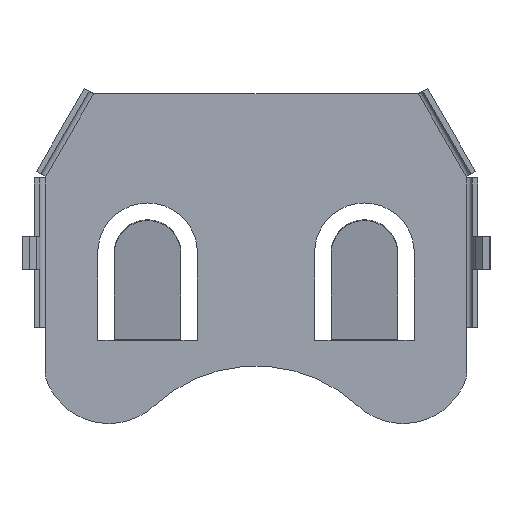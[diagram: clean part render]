
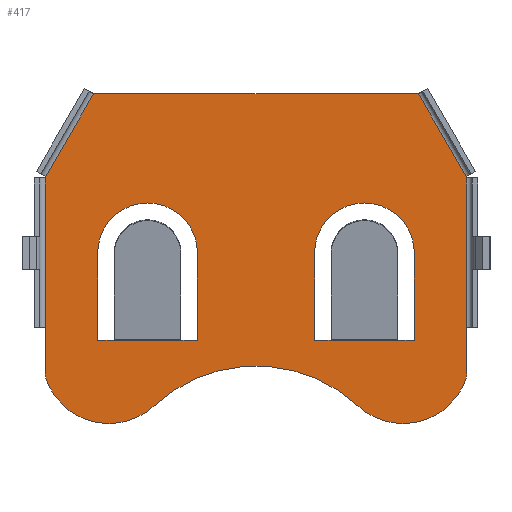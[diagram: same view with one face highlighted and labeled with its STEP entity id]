
A CAD part, front view. The second image highlights one B-rep face of the part: STEP entity #417.
In plain terms, the highlighted planar face has unit normal (0, -1, 0).
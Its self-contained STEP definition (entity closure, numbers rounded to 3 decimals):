
#33 = VERTEX_POINT('',#34);
#34 = CARTESIAN_POINT('',(-7.004,0.,-19.36));
#40 = EDGE_CURVE('',#33,#41,#43,.T.);
#41 = VERTEX_POINT('',#42);
#42 = CARTESIAN_POINT('',(-10.012,0.,-17.199));
#43 = CIRCLE('',#44,3.175);
#44 = AXIS2_PLACEMENT_3D('',#45,#46,#47);
#45 = CARTESIAN_POINT('',(-7.004,0.,-16.185));
#46 = DIRECTION('',(0.,1.,0.));
#47 = DIRECTION('',(0.,0.,-1.));
#399 = VERTEX_POINT('',#400);
#400 = CARTESIAN_POINT('',(-4.847,0.,-18.516));
#406 = EDGE_CURVE('',#399,#33,#407,.T.);
#407 = CIRCLE('',#408,3.175);
#408 = AXIS2_PLACEMENT_3D('',#409,#410,#411);
#409 = CARTESIAN_POINT('',(-7.004,0.,-16.185));
#410 = DIRECTION('',(0.,1.,0.));
#411 = DIRECTION('',(0.,0.,-1.));
#417 = ADVANCED_FACE('',(#418,#469,#588),#639,.F.);
#418 = FACE_BOUND('',#419,.T.);
#419 = EDGE_LOOP('',(#420,#430,#439,#447,#455,#463));
#420 = ORIENTED_EDGE('',*,*,#421,.T.);
#421 = EDGE_CURVE('',#422,#424,#426,.T.);
#422 = VERTEX_POINT('',#423);
#423 = CARTESIAN_POINT('',(-7.537,0.,-15.398));
#424 = VERTEX_POINT('',#425);
#425 = CARTESIAN_POINT('',(-7.537,0.,-11.232));
#426 = LINE('',#427,#428);
#427 = CARTESIAN_POINT('',(-7.537,0.,-15.398));
#428 = VECTOR('',#429,1.);
#429 = DIRECTION('',(0.,0.,1.));
#430 = ORIENTED_EDGE('',*,*,#431,.T.);
#431 = EDGE_CURVE('',#424,#432,#434,.T.);
#432 = VERTEX_POINT('',#433);
#433 = CARTESIAN_POINT('',(-2.787,0.,-11.232));
#434 = CIRCLE('',#435,2.375);
#435 = AXIS2_PLACEMENT_3D('',#436,#437,#438);
#436 = CARTESIAN_POINT('',(-5.162,0.,-11.232));
#437 = DIRECTION('',(0.,1.,0.));
#438 = DIRECTION('',(0.,0.,1.));
#439 = ORIENTED_EDGE('',*,*,#440,.T.);
#440 = EDGE_CURVE('',#432,#441,#443,.T.);
#441 = VERTEX_POINT('',#442);
#442 = CARTESIAN_POINT('',(-2.787,0.,-15.398));
#443 = LINE('',#444,#445);
#444 = CARTESIAN_POINT('',(-2.787,0.,-15.398));
#445 = VECTOR('',#446,1.);
#446 = DIRECTION('',(0.,-0.,-1.));
#447 = ORIENTED_EDGE('',*,*,#448,.T.);
#448 = EDGE_CURVE('',#441,#449,#451,.T.);
#449 = VERTEX_POINT('',#450);
#450 = CARTESIAN_POINT('',(-3.575,0.,
    -15.398));
#451 = LINE('',#452,#453);
#452 = CARTESIAN_POINT('',(-7.537,0.,-15.398));
#453 = VECTOR('',#454,1.);
#454 = DIRECTION('',(-1.,0.,0.));
#455 = ORIENTED_EDGE('',*,*,#456,.F.);
#456 = EDGE_CURVE('',#457,#449,#459,.T.);
#457 = VERTEX_POINT('',#458);
#458 = CARTESIAN_POINT('',(-6.75,0.,
    -15.398));
#459 = LINE('',#460,#461);
#460 = CARTESIAN_POINT('',(-6.75,0.,
    -15.398));
#461 = VECTOR('',#462,1.);
#462 = DIRECTION('',(1.,0.,0.));
#463 = ORIENTED_EDGE('',*,*,#464,.T.);
#464 = EDGE_CURVE('',#457,#422,#465,.T.);
#465 = LINE('',#466,#467);
#466 = CARTESIAN_POINT('',(-7.537,0.,-15.398));
#467 = VECTOR('',#468,1.);
#468 = DIRECTION('',(-1.,0.,0.));
#469 = FACE_BOUND('',#470,.T.);
#470 = EDGE_LOOP('',(#471,#481,#488,#489,#490,#499,#508,#517,#526,#534,
    #542,#550,#558,#566,#574,#582));
#471 = ORIENTED_EDGE('',*,*,#472,.F.);
#472 = EDGE_CURVE('',#473,#475,#477,.T.);
#473 = VERTEX_POINT('',#474);
#474 = CARTESIAN_POINT('',(-10.046,0.,-16.997));
#475 = VERTEX_POINT('',#476);
#476 = CARTESIAN_POINT('',(-10.046,0.,-14.779)
  );
#477 = LINE('',#478,#479);
#478 = CARTESIAN_POINT('',(-10.046,0.,-7.667));
#479 = VECTOR('',#480,1.);
#480 = DIRECTION('',(0.,0.,1.));
#481 = ORIENTED_EDGE('',*,*,#482,.T.);
#482 = EDGE_CURVE('',#473,#41,#483,.T.);
#483 = CIRCLE('',#484,0.635);
#484 = AXIS2_PLACEMENT_3D('',#485,#486,#487);
#485 = CARTESIAN_POINT('',(-9.411,0.,-16.997));
#486 = DIRECTION('',(0.,-1.,0.));
#487 = DIRECTION('',(0.,0.,1.));
#488 = ORIENTED_EDGE('',*,*,#40,.F.);
#489 = ORIENTED_EDGE('',*,*,#406,.F.);
#490 = ORIENTED_EDGE('',*,*,#491,.F.);
#491 = EDGE_CURVE('',#492,#399,#494,.T.);
#492 = VERTEX_POINT('',#493);
#493 = CARTESIAN_POINT('',(4.847,0.,-18.516));
#494 = CIRCLE('',#495,7.137);
#495 = AXIS2_PLACEMENT_3D('',#496,#497,#498);
#496 = CARTESIAN_POINT('',(0.,0.,-23.754));
#497 = DIRECTION('',(0.,-1.,0.));
#498 = DIRECTION('',(0.,0.,1.));
#499 = ORIENTED_EDGE('',*,*,#500,.F.);
#500 = EDGE_CURVE('',#501,#492,#503,.T.);
#501 = VERTEX_POINT('',#502);
#502 = CARTESIAN_POINT('',(7.004,0.,-19.36));
#503 = CIRCLE('',#504,3.175);
#504 = AXIS2_PLACEMENT_3D('',#505,#506,#507);
#505 = CARTESIAN_POINT('',(7.004,0.,-16.185));
#506 = DIRECTION('',(0.,1.,0.));
#507 = DIRECTION('',(0.,0.,1.));
#508 = ORIENTED_EDGE('',*,*,#509,.F.);
#509 = EDGE_CURVE('',#510,#501,#512,.T.);
#510 = VERTEX_POINT('',#511);
#511 = CARTESIAN_POINT('',(10.012,0.,-17.199));
#512 = CIRCLE('',#513,3.175);
#513 = AXIS2_PLACEMENT_3D('',#514,#515,#516);
#514 = CARTESIAN_POINT('',(7.004,0.,-16.185));
#515 = DIRECTION('',(0.,1.,0.));
#516 = DIRECTION('',(0.,0.,1.));
#517 = ORIENTED_EDGE('',*,*,#518,.T.);
#518 = EDGE_CURVE('',#510,#519,#521,.T.);
#519 = VERTEX_POINT('',#520);
#520 = CARTESIAN_POINT('',(10.046,0.,-16.997));
#521 = CIRCLE('',#522,0.635);
#522 = AXIS2_PLACEMENT_3D('',#523,#524,#525);
#523 = CARTESIAN_POINT('',(9.411,0.,-16.997));
#524 = DIRECTION('',(-0.,-1.,0.));
#525 = DIRECTION('',(0.,0.,1.));
#526 = ORIENTED_EDGE('',*,*,#527,.F.);
#527 = EDGE_CURVE('',#528,#519,#530,.T.);
#528 = VERTEX_POINT('',#529);
#529 = CARTESIAN_POINT('',(10.046,0.,-14.779));
#530 = LINE('',#531,#532);
#531 = CARTESIAN_POINT('',(10.046,0.,-7.667));
#532 = VECTOR('',#533,1.);
#533 = DIRECTION('',(0.,0.,-1.));
#534 = ORIENTED_EDGE('',*,*,#535,.F.);
#535 = EDGE_CURVE('',#536,#528,#538,.T.);
#536 = VERTEX_POINT('',#537);
#537 = CARTESIAN_POINT('',(10.046,0.,-7.667));
#538 = LINE('',#539,#540);
#539 = CARTESIAN_POINT('',(10.046,0.,-7.667));
#540 = VECTOR('',#541,1.);
#541 = DIRECTION('',(0.,0.,-1.));
#542 = ORIENTED_EDGE('',*,*,#543,.F.);
#543 = EDGE_CURVE('',#544,#536,#546,.T.);
#544 = VERTEX_POINT('',#545);
#545 = CARTESIAN_POINT('',(10.008,0.,-7.601));
#546 = LINE('',#547,#548);
#547 = CARTESIAN_POINT('',(10.046,0.,-7.667));
#548 = VECTOR('',#549,1.);
#549 = DIRECTION('',(0.5,0.,-0.866));
#550 = ORIENTED_EDGE('',*,*,#551,.F.);
#551 = EDGE_CURVE('',#552,#544,#554,.T.);
#552 = VERTEX_POINT('',#553);
#553 = CARTESIAN_POINT('',(7.731,0.,-3.658));
#554 = LINE('',#555,#556);
#555 = CARTESIAN_POINT('',(10.046,0.,-7.667));
#556 = VECTOR('',#557,1.);
#557 = DIRECTION('',(0.5,0.,-0.866));
#558 = ORIENTED_EDGE('',*,*,#559,.F.);
#559 = EDGE_CURVE('',#560,#552,#562,.T.);
#560 = VERTEX_POINT('',#561);
#561 = CARTESIAN_POINT('',(-7.731,0.,-3.658)
  );
#562 = LINE('',#563,#564);
#563 = CARTESIAN_POINT('',(-7.731,0.,-3.658));
#564 = VECTOR('',#565,1.);
#565 = DIRECTION('',(1.,0.,0.));
#566 = ORIENTED_EDGE('',*,*,#567,.F.);
#567 = EDGE_CURVE('',#568,#560,#570,.T.);
#568 = VERTEX_POINT('',#569);
#569 = CARTESIAN_POINT('',(-10.008,0.,-7.601)
  );
#570 = LINE('',#571,#572);
#571 = CARTESIAN_POINT('',(-10.008,0.,-7.601)
  );
#572 = VECTOR('',#573,1.);
#573 = DIRECTION('',(0.5,0.,0.866));
#574 = ORIENTED_EDGE('',*,*,#575,.F.);
#575 = EDGE_CURVE('',#576,#568,#578,.T.);
#576 = VERTEX_POINT('',#577);
#577 = CARTESIAN_POINT('',(-10.046,0.,-7.667)
  );
#578 = LINE('',#579,#580);
#579 = CARTESIAN_POINT('',(-10.046,0.,-7.667));
#580 = VECTOR('',#581,1.);
#581 = DIRECTION('',(0.5,0.,0.866));
#582 = ORIENTED_EDGE('',*,*,#583,.F.);
#583 = EDGE_CURVE('',#475,#576,#584,.T.);
#584 = LINE('',#585,#586);
#585 = CARTESIAN_POINT('',(-10.046,0.,-14.779)
  );
#586 = VECTOR('',#587,1.);
#587 = DIRECTION('',(0.,0.,1.));
#588 = FACE_BOUND('',#589,.T.);
#589 = EDGE_LOOP('',(#590,#601,#609,#617,#625,#633));
#590 = ORIENTED_EDGE('',*,*,#591,.T.);
#591 = EDGE_CURVE('',#592,#594,#596,.T.);
#592 = VERTEX_POINT('',#593);
#593 = CARTESIAN_POINT('',(2.787,0.,-11.232));
#594 = VERTEX_POINT('',#595);
#595 = CARTESIAN_POINT('',(7.537,0.,-11.232));
#596 = CIRCLE('',#597,2.375);
#597 = AXIS2_PLACEMENT_3D('',#598,#599,#600);
#598 = CARTESIAN_POINT('',(5.162,0.,-11.232));
#599 = DIRECTION('',(0.,1.,0.));
#600 = DIRECTION('',(0.,0.,-1.));
#601 = ORIENTED_EDGE('',*,*,#602,.T.);
#602 = EDGE_CURVE('',#594,#603,#605,.T.);
#603 = VERTEX_POINT('',#604);
#604 = CARTESIAN_POINT('',(7.537,0.,-15.398));
#605 = LINE('',#606,#607);
#606 = CARTESIAN_POINT('',(7.537,0.,-15.398));
#607 = VECTOR('',#608,1.);
#608 = DIRECTION('',(0.,-0.,-1.));
#609 = ORIENTED_EDGE('',*,*,#610,.T.);
#610 = EDGE_CURVE('',#603,#611,#613,.T.);
#611 = VERTEX_POINT('',#612);
#612 = CARTESIAN_POINT('',(6.75,0.,
    -15.398));
#613 = LINE('',#614,#615);
#614 = CARTESIAN_POINT('',(7.537,0.,-15.398));
#615 = VECTOR('',#616,1.);
#616 = DIRECTION('',(-1.,0.,0.));
#617 = ORIENTED_EDGE('',*,*,#618,.F.);
#618 = EDGE_CURVE('',#619,#611,#621,.T.);
#619 = VERTEX_POINT('',#620);
#620 = CARTESIAN_POINT('',(3.575,0.,
    -15.398));
#621 = LINE('',#622,#623);
#622 = CARTESIAN_POINT('',(3.575,0.,
    -15.398));
#623 = VECTOR('',#624,1.);
#624 = DIRECTION('',(1.,0.,0.));
#625 = ORIENTED_EDGE('',*,*,#626,.T.);
#626 = EDGE_CURVE('',#619,#627,#629,.T.);
#627 = VERTEX_POINT('',#628);
#628 = CARTESIAN_POINT('',(2.787,0.,-15.398));
#629 = LINE('',#630,#631);
#630 = CARTESIAN_POINT('',(7.537,0.,-15.398));
#631 = VECTOR('',#632,1.);
#632 = DIRECTION('',(-1.,0.,0.));
#633 = ORIENTED_EDGE('',*,*,#634,.T.);
#634 = EDGE_CURVE('',#627,#592,#635,.T.);
#635 = LINE('',#636,#637);
#636 = CARTESIAN_POINT('',(2.787,0.,-15.398));
#637 = VECTOR('',#638,1.);
#638 = DIRECTION('',(0.,0.,1.));
#639 = PLANE('',#640);
#640 = AXIS2_PLACEMENT_3D('',#641,#642,#643);
#641 = CARTESIAN_POINT('',(7.004,0.,-16.185));
#642 = DIRECTION('',(0.,1.,0.));
#643 = DIRECTION('',(0.,0.,1.));
